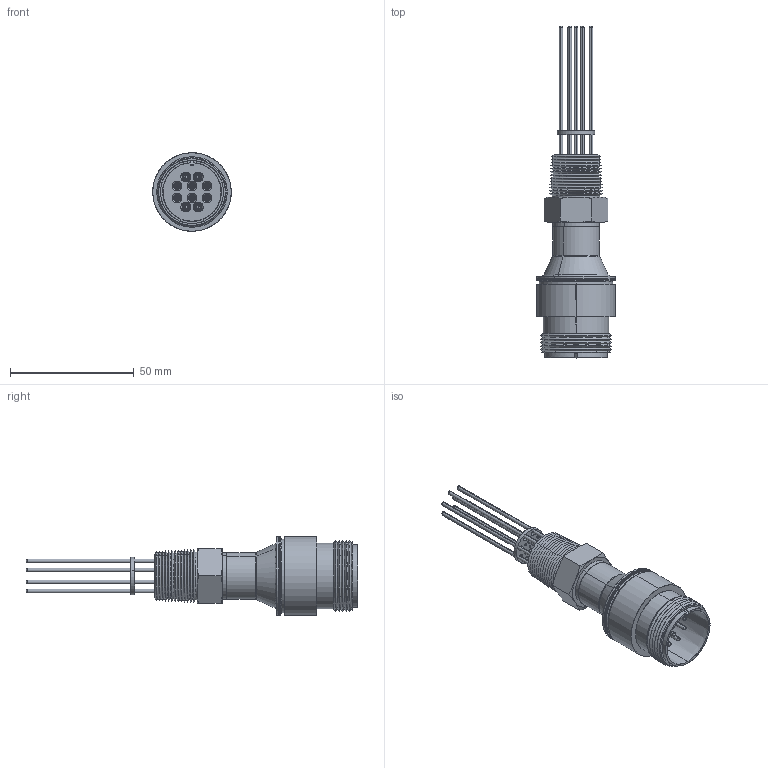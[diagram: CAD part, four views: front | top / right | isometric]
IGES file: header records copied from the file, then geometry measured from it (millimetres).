
Start section: SolidWorks IGES file using analytic representation for surfaces
Global section: file name: 10094-11-A.IGS; native system: SolidWorks 2012; preprocessor: SolidWorks 2012; author: Obadiah Bucchieri; date: 130325.132848; units: inch
Bounding box: 31.75 x 134.29 x 31.75 mm (x, y, z)
Surface area: 27920.8 mm2 (no closed solid volume)
Topology: 0 solids, 0 shells, 480 faces, 6395 edges, 6395 vertices
Faces by surface type: revolution 342, bspline 138
